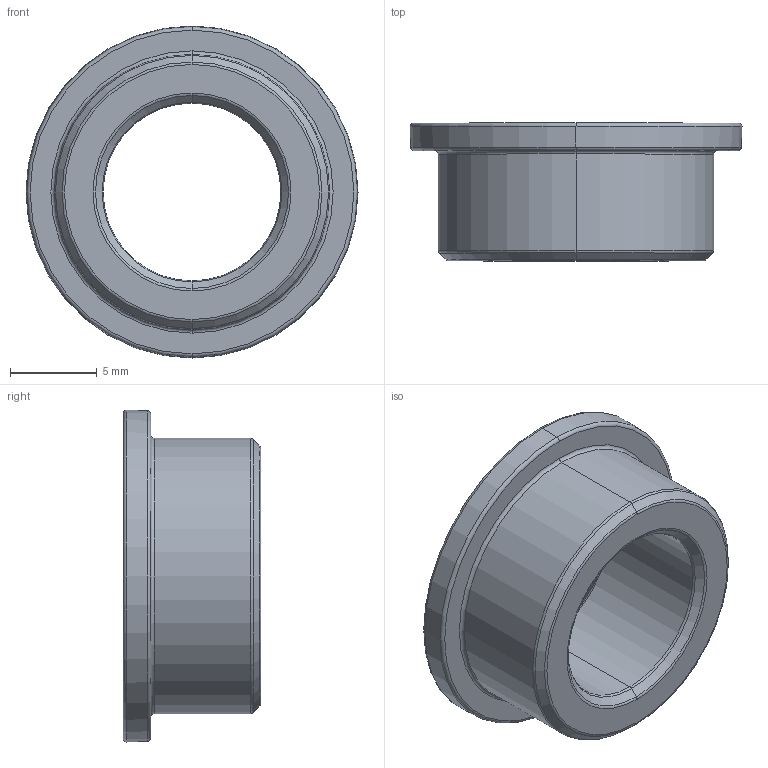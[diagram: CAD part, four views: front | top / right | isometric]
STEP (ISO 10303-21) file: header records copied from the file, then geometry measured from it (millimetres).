
FILE_DESCRIPTION (( 'STEP AP214' ), '1' );
FILE_NAME ('217-7345 20200930.STEP', '2020-09-30T21:24:01', ( '' ), ( '' ), 'SwSTEP 2.0', 'SolidWorks 2019', '' );
FILE_SCHEMA (( 'AUTOMOTIVE_DESIGN' ));
Length unit declared in the file: millimetre
Products named in the file (1): 217-7345 20200930
Bounding box: 19.15 x 7.94 x 19.15 mm (x, y, z)
Volume: 1041.8 mm3; surface area: 1026.2 mm2
Topology: 1 solids, 1 shells, 33 faces, 66 edges, 36 vertices
Faces by surface type: torus 18, cone 8, cylinder 4, plane 3
Entity records: 900 total; most frequent: DIRECTION 188, CARTESIAN_POINT 136, ORIENTED_EDGE 132, AXIS2_PLACEMENT_3D 88, EDGE_CURVE 66, CIRCLE 54, EDGE_LOOP 36, VERTEX_POINT 36
